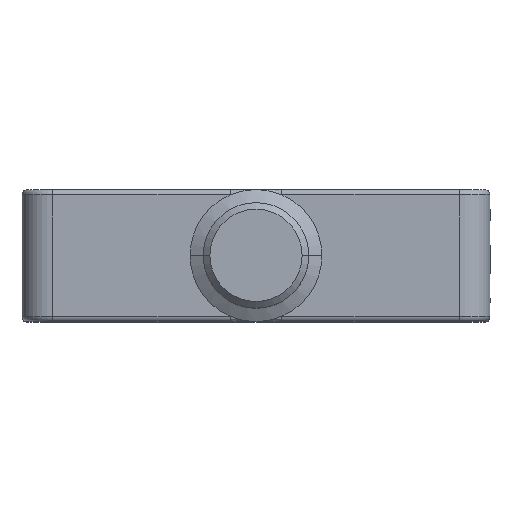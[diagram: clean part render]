
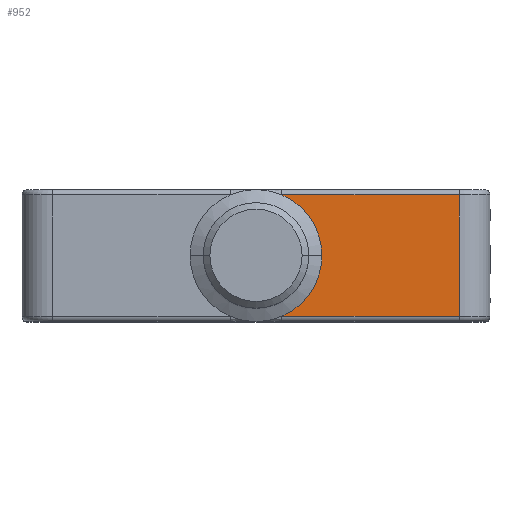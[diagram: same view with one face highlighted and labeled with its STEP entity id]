
A CAD part, top view. The second image highlights one B-rep face of the part: STEP entity #952.
In plain terms, the highlighted planar face has unit normal (0, 0, 1).
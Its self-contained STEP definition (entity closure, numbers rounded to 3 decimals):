
#57 = CARTESIAN_POINT ( 'NONE',  ( 30.833, 19.2, 35.5 ) ) ;
#280 = VECTOR ( 'NONE', #2036, 1000. ) ;
#350 = EDGE_CURVE ( 'NONE', #2661, #2490, #2940, .T. ) ;
#459 = DIRECTION ( 'NONE',  ( 1., 0., 0. ) ) ;
#487 = EDGE_CURVE ( 'NONE', #2490, #1031, #1834, .T. ) ;
#493 = CARTESIAN_POINT ( 'NONE',  ( 30.833, 20., 35.5 ) ) ;
#586 = CARTESIAN_POINT ( 'NONE',  ( -30.833, 19.2, 35.5 ) ) ;
#621 = DIRECTION ( 'NONE',  ( 0., 0., -1. ) ) ;
#704 = LINE ( 'NONE', #2281, #2605 ) ;
#775 = AXIS2_PLACEMENT_3D ( 'NONE', #3152, #621, #2431 ) ;
#776 = DIRECTION ( 'NONE',  ( 0., 0., -1. ) ) ;
#778 = AXIS2_PLACEMENT_3D ( 'NONE', #861, #2694, #1127 ) ;
#781 = VECTOR ( 'NONE', #1869, 1000. ) ;
#798 = LINE ( 'NONE', #493, #280 ) ;
#861 = CARTESIAN_POINT ( 'NONE',  ( 0., 10., 35.5 ) ) ;
#952 = ADVANCED_FACE ( 'NONE', ( #3313 ), #3114, .F. ) ;
#993 = EDGE_LOOP ( 'NONE', ( #2622, #2744, #1945, #2336, #1676 ) ) ;
#1031 = VERTEX_POINT ( 'NONE', #2611 ) ;
#1127 = DIRECTION ( 'NONE',  ( -1., 0., 0. ) ) ;
#1400 = CIRCLE ( 'NONE', #775, 10. ) ;
#1425 = CARTESIAN_POINT ( 'NONE',  ( 3.919, 0.8, 35.5 ) ) ;
#1438 = VERTEX_POINT ( 'NONE', #1425 ) ;
#1621 = EDGE_CURVE ( 'NONE', #2661, #2600, #798, .T. ) ;
#1676 = ORIENTED_EDGE ( 'NONE', *, *, #350, .T. ) ;
#1834 = CIRCLE ( 'NONE', #778, 10. ) ;
#1869 = DIRECTION ( 'NONE',  ( -1., 0., 0. ) ) ;
#1945 = ORIENTED_EDGE ( 'NONE', *, *, #2917, .T. ) ;
#2036 = DIRECTION ( 'NONE',  ( 0., -1., 0. ) ) ;
#2169 = EDGE_CURVE ( 'NONE', #1031, #1438, #1400, .T. ) ;
#2281 = CARTESIAN_POINT ( 'NONE',  ( 30.833, 0.8, 35.5 ) ) ;
#2328 = CARTESIAN_POINT ( 'NONE',  ( -30.833, 20., 35.5 ) ) ;
#2336 = ORIENTED_EDGE ( 'NONE', *, *, #1621, .F. ) ;
#2431 = DIRECTION ( 'NONE',  ( -1., 0., 0. ) ) ;
#2490 = VERTEX_POINT ( 'NONE', #3124 ) ;
#2591 = DIRECTION ( 'NONE',  ( -1., 0., 0. ) ) ;
#2600 = VERTEX_POINT ( 'NONE', #2882 ) ;
#2605 = VECTOR ( 'NONE', #459, 1000. ) ;
#2611 = CARTESIAN_POINT ( 'NONE',  ( 10., 10., 35.5 ) ) ;
#2622 = ORIENTED_EDGE ( 'NONE', *, *, #487, .T. ) ;
#2661 = VERTEX_POINT ( 'NONE', #57 ) ;
#2694 = DIRECTION ( 'NONE',  ( 0., 0., -1. ) ) ;
#2744 = ORIENTED_EDGE ( 'NONE', *, *, #2169, .T. ) ;
#2882 = CARTESIAN_POINT ( 'NONE',  ( 30.833, 0.8, 35.5 ) ) ;
#2911 = AXIS2_PLACEMENT_3D ( 'NONE', #2328, #776, #2591 ) ;
#2917 = EDGE_CURVE ( 'NONE', #1438, #2600, #704, .T. ) ;
#2940 = LINE ( 'NONE', #586, #781 ) ;
#3114 = PLANE ( 'NONE',  #2911 ) ;
#3124 = CARTESIAN_POINT ( 'NONE',  ( 3.919, 19.2, 35.5 ) ) ;
#3152 = CARTESIAN_POINT ( 'NONE',  ( 0., 10., 35.5 ) ) ;
#3313 = FACE_OUTER_BOUND ( 'NONE', #993, .T. ) ;
